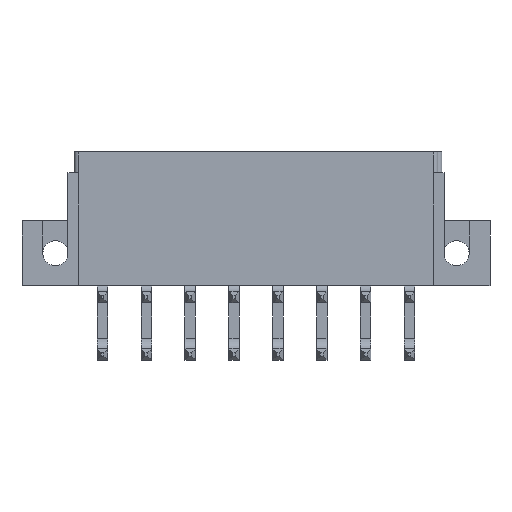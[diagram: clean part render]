
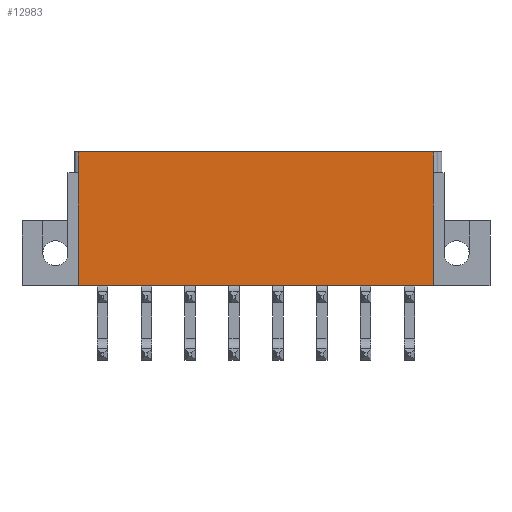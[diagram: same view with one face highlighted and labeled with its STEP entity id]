
A CAD part, front view. The second image highlights one B-rep face of the part: STEP entity #12983.
In plain terms, the highlighted planar face has unit normal (0, -1, 0).
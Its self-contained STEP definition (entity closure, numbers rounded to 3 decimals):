
#321=DIRECTION('',(-1.,0.,0.));
#322=VECTOR('',#321,34.);
#323=CARTESIAN_POINT('',(17.,0.4,0.));
#324=LINE('',#323,#322);
#804=DIRECTION('',(-1.,0.,0.));
#805=VECTOR('',#804,34.);
#806=CARTESIAN_POINT('',(17.,0.4,-12.8));
#807=LINE('',#806,#805);
#4288=DIRECTION('',(0.,0.,1.));
#4289=VECTOR('',#4288,2.);
#4290=CARTESIAN_POINT('',(17.,0.4,-2.));
#4291=LINE('',#4290,#4289);
#4310=DIRECTION('',(0.,0.,1.));
#4311=VECTOR('',#4310,10.8);
#4312=CARTESIAN_POINT('',(17.,0.4,-12.8));
#4313=LINE('',#4312,#4311);
#4658=DIRECTION('',(0.,0.,1.));
#4659=VECTOR('',#4658,2.);
#4660=CARTESIAN_POINT('',(-17.,0.4,-2.));
#4661=LINE('',#4660,#4659);
#4719=DIRECTION('',(0.,0.,-1.));
#4720=VECTOR('',#4719,10.8);
#4721=CARTESIAN_POINT('',(-17.,0.4,-2.));
#4722=LINE('',#4721,#4720);
#4767=CARTESIAN_POINT('',(17.,0.4,-12.8));
#4768=CARTESIAN_POINT('',(-17.,0.4,-12.8));
#4769=VERTEX_POINT('',#4767);
#4770=VERTEX_POINT('',#4768);
#4975=CARTESIAN_POINT('',(17.,0.4,-2.));
#4976=CARTESIAN_POINT('',(17.,0.4,0.));
#4977=VERTEX_POINT('',#4975);
#4978=VERTEX_POINT('',#4976);
#5019=CARTESIAN_POINT('',(-17.,0.4,0.));
#5020=VERTEX_POINT('',#5019);
#5021=CARTESIAN_POINT('',(-17.,0.4,-2.));
#5022=VERTEX_POINT('',#5021);
#12967=CARTESIAN_POINT('',(17.4,0.4,0.));
#12968=DIRECTION('',(0.,-1.,0.));
#12969=DIRECTION('',(-1.,0.,0.));
#12970=AXIS2_PLACEMENT_3D('',#12967,#12968,#12969);
#12971=PLANE('',#12970);
#12972=ORIENTED_EDGE('',*,*,#12958,.F.);
#12974=ORIENTED_EDGE('',*,*,#12973,.F.);
#12975=ORIENTED_EDGE('',*,*,#6737,.T.);
#12977=ORIENTED_EDGE('',*,*,#12976,.F.);
#12979=ORIENTED_EDGE('',*,*,#12978,.T.);
#12980=ORIENTED_EDGE('',*,*,#6214,.F.);
#12981=EDGE_LOOP('',(#12972,#12974,#12975,#12977,#12979,#12980));
#12982=FACE_OUTER_BOUND('',#12981,.F.);
#12983=ADVANCED_FACE('',(#12982),#12971,.T.);
#6214=EDGE_CURVE('',#4978,#5020,#324,.T.);
#6737=EDGE_CURVE('',#4769,#4770,#807,.T.);
#12958=EDGE_CURVE('',#4977,#4978,#4291,.T.);
#12973=EDGE_CURVE('',#4769,#4977,#4313,.T.);
#12976=EDGE_CURVE('',#5022,#4770,#4722,.T.);
#12978=EDGE_CURVE('',#5022,#5020,#4661,.T.);
